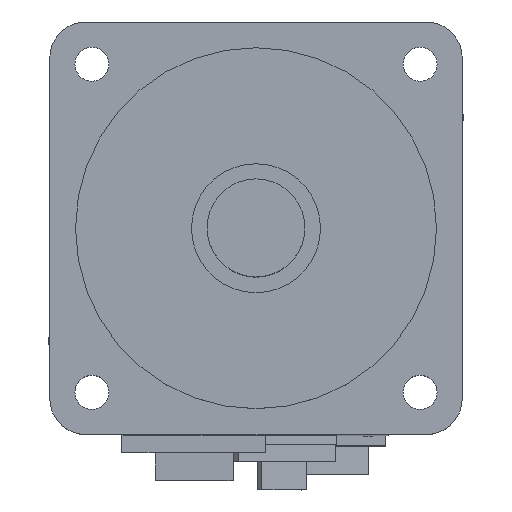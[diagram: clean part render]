
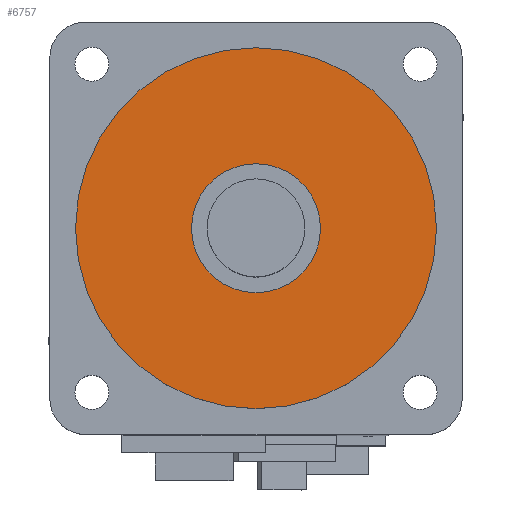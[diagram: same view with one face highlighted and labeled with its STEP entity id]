
A CAD part, top view. The second image highlights one B-rep face of the part: STEP entity #6757.
In plain terms, the highlighted planar face has unit normal (0, 0, 1).
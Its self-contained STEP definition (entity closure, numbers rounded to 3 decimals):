
#2421=CARTESIAN_POINT('',(0.,0.,3.));
#2422=DIRECTION('',(0.,0.,-1.));
#2423=DIRECTION('',(1.,0.,0.));
#2424=AXIS2_PLACEMENT_3D('',#2421,#2422,#2423);
#2426=CARTESIAN_POINT('',(0.,0.,3.));
#2427=DIRECTION('',(0.,0.,-1.));
#2428=DIRECTION('',(-1.,0.,0.));
#2429=AXIS2_PLACEMENT_3D('',#2426,#2427,#2428);
#2431=CARTESIAN_POINT('',(0.,0.,3.));
#2432=DIRECTION('',(0.,0.,1.));
#2433=DIRECTION('',(1.,0.,0.));
#2434=AXIS2_PLACEMENT_3D('',#2431,#2432,#2433);
#2436=CARTESIAN_POINT('',(0.,0.,3.));
#2437=DIRECTION('',(0.,0.,1.));
#2438=DIRECTION('',(-1.,0.,0.));
#2439=AXIS2_PLACEMENT_3D('',#2436,#2437,#2438);
#2712=CARTESIAN_POINT('',(35.,0.,3.));
#2713=VERTEX_POINT('',#2712);
#2714=CARTESIAN_POINT('',(-35.,0.,3.));
#2715=VERTEX_POINT('',#2714);
#3260=CARTESIAN_POINT('',(12.5,0.,3.));
#3261=CARTESIAN_POINT('',(-12.5,0.,3.));
#3262=VERTEX_POINT('',#3260);
#3263=VERTEX_POINT('',#3261);
#6741=CARTESIAN_POINT('',(0.,0.,3.));
#6742=DIRECTION('',(0.,0.,1.));
#6743=DIRECTION('',(1.,0.,0.));
#6744=AXIS2_PLACEMENT_3D('',#6741,#6742,#6743);
#6745=PLANE('',#6744);
#6746=ORIENTED_EDGE('',*,*,#6731,.T.);
#6748=ORIENTED_EDGE('',*,*,#6747,.T.);
#6749=EDGE_LOOP('',(#6746,#6748));
#6750=FACE_OUTER_BOUND('',#6749,.F.);
#6752=ORIENTED_EDGE('',*,*,#6751,.T.);
#6754=ORIENTED_EDGE('',*,*,#6753,.T.);
#6755=EDGE_LOOP('',(#6752,#6754));
#6756=FACE_BOUND('',#6755,.F.);
#6757=ADVANCED_FACE('',(#6750,#6756),#6745,.T.);
#2425=CIRCLE('',#2424,35.);
#2430=CIRCLE('',#2429,35.);
#2435=CIRCLE('',#2434,12.5);
#2440=CIRCLE('',#2439,12.5);
#6731=EDGE_CURVE('',#2713,#2715,#2425,.T.);
#6747=EDGE_CURVE('',#2715,#2713,#2430,.T.);
#6751=EDGE_CURVE('',#3262,#3263,#2435,.T.);
#6753=EDGE_CURVE('',#3263,#3262,#2440,.T.);
